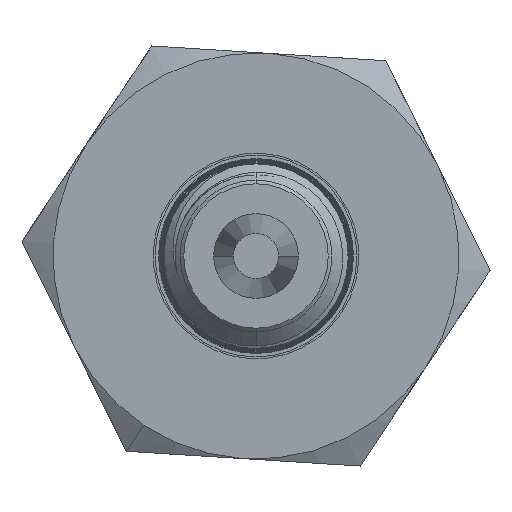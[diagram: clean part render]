
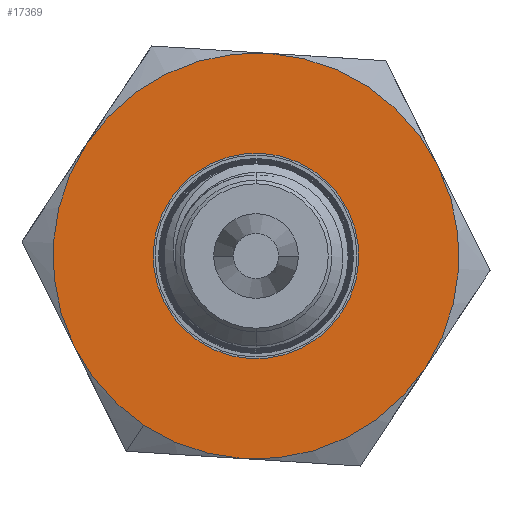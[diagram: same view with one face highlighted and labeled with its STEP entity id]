
A CAD part, left-side view. The second image highlights one B-rep face of the part: STEP entity #17369.
In plain terms, the highlighted face is planar.
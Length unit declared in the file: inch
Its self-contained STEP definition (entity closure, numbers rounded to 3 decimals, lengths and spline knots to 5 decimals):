
#159 = EDGE_CURVE ( 'NONE', #16060, #13719, #11359, .T. ) ;
#506 = CARTESIAN_POINT ( 'NONE',  ( 0., 0.9445, 0. ) ) ;
#1196 = CARTESIAN_POINT ( 'NONE',  ( 0.5625, 0.9445, 0. ) ) ;
#1205 = EDGE_LOOP ( 'NONE', ( #8078, #2775 ) ) ;
#1418 = DIRECTION ( 'NONE',  ( 0., -1., 0. ) ) ;
#2092 = CIRCLE ( 'NONE', #19705, 0.5625 ) ;
#2198 = EDGE_CURVE ( 'NONE', #6146, #6615, #22969, .T. ) ;
#2422 = ORIENTED_EDGE ( 'NONE', *, *, #21347, .F. ) ;
#2775 = ORIENTED_EDGE ( 'NONE', *, *, #2198, .T. ) ;
#2981 = DIRECTION ( 'NONE',  ( 0., 0., -1. ) ) ;
#3656 = CARTESIAN_POINT ( 'NONE',  ( 0., 0.9445, 0. ) ) ;
#4101 = CARTESIAN_POINT ( 'NONE',  ( -0.28125, 0.9445, 0.48714 ) ) ;
#4448 = CARTESIAN_POINT ( 'NONE',  ( -0.5625, 0.9445, 0. ) ) ;
#4756 = VERTEX_POINT ( 'NONE', #10335 ) ;
#5191 = EDGE_CURVE ( 'NONE', #15539, #16060, #2092, .T. ) ;
#5201 = DIRECTION ( 'NONE',  ( 0., 0., 1. ) ) ;
#5259 = DIRECTION ( 'NONE',  ( 0., 0., 1. ) ) ;
#5471 = DIRECTION ( 'NONE',  ( 0., 1., 0. ) ) ;
#5555 = CARTESIAN_POINT ( 'NONE',  ( 0.28125, 0.9445, -0.48714 ) ) ;
#5656 = AXIS2_PLACEMENT_3D ( 'NONE', #17661, #15880, #5201 ) ;
#5810 = DIRECTION ( 'NONE',  ( 0., 0., -1. ) ) ;
#5906 = DIRECTION ( 'NONE',  ( 0., 1., 0. ) ) ;
#6065 = EDGE_CURVE ( 'NONE', #18970, #15539, #15960, .T. ) ;
#6146 = VERTEX_POINT ( 'NONE', #6780 ) ;
#6551 = CARTESIAN_POINT ( 'NONE',  ( 0., 0.9445, 0. ) ) ;
#6615 = VERTEX_POINT ( 'NONE', #18318 ) ;
#6730 = AXIS2_PLACEMENT_3D ( 'NONE', #12634, #7318, #17986 ) ;
#6780 = CARTESIAN_POINT ( 'NONE',  ( 0., 0.9445, 0.28475 ) ) ;
#6972 = AXIS2_PLACEMENT_3D ( 'NONE', #6551, #1418, #2981 ) ;
#7030 = CARTESIAN_POINT ( 'NONE',  ( 0., 0.9445, 0. ) ) ;
#7318 = DIRECTION ( 'NONE',  ( 0., 1., 0. ) ) ;
#7732 = FACE_OUTER_BOUND ( 'NONE', #8595, .T. ) ;
#8078 = ORIENTED_EDGE ( 'NONE', *, *, #19449, .T. ) ;
#8283 = CARTESIAN_POINT ( 'NONE',  ( -0.28125, 0.9445, -0.48714 ) ) ;
#8595 = EDGE_LOOP ( 'NONE', ( #8607, #14701, #2422, #14168, #18111, #18240, #21283 ) ) ;
#8607 = ORIENTED_EDGE ( 'NONE', *, *, #18614, .T. ) ;
#8994 = AXIS2_PLACEMENT_3D ( 'NONE', #7030, #18431, #15308 ) ;
#9010 = AXIS2_PLACEMENT_3D ( 'NONE', #18340, #16403, #5810 ) ;
#9456 = DIRECTION ( 'NONE',  ( 0., 0., 1. ) ) ;
#9935 = VERTEX_POINT ( 'NONE', #5555 ) ;
#10335 = CARTESIAN_POINT ( 'NONE',  ( 0.28125, 0.9445, 0.48714 ) ) ;
#10390 = CIRCLE ( 'NONE', #5656, 0.5625 ) ;
#11040 = CARTESIAN_POINT ( 'NONE',  ( 0., 0.9445, -0.5625 ) ) ;
#11157 = PLANE ( 'NONE',  #14536 ) ;
#11359 = CIRCLE ( 'NONE', #11495, 0.5625 ) ;
#11495 = AXIS2_PLACEMENT_3D ( 'NONE', #14235, #19431, #5259 ) ;
#12634 = CARTESIAN_POINT ( 'NONE',  ( 0., 0.9445, 0. ) ) ;
#13640 = CARTESIAN_POINT ( 'NONE',  ( 0., 0.9445, 0. ) ) ;
#13659 = AXIS2_PLACEMENT_3D ( 'NONE', #16451, #18319, #20021 ) ;
#13719 = VERTEX_POINT ( 'NONE', #4101 ) ;
#14012 = CIRCLE ( 'NONE', #13659, 0.5625 ) ;
#14168 = ORIENTED_EDGE ( 'NONE', *, *, #15282, .T. ) ;
#14214 = DIRECTION ( 'NONE',  ( 0., 0., 1. ) ) ;
#14235 = CARTESIAN_POINT ( 'NONE',  ( 0., 0.9445, 0. ) ) ;
#14536 = AXIS2_PLACEMENT_3D ( 'NONE', #506, #5906, #9456 ) ;
#14701 = ORIENTED_EDGE ( 'NONE', *, *, #20601, .T. ) ;
#15246 = DIRECTION ( 'NONE',  ( 0., 1., 0. ) ) ;
#15282 = EDGE_CURVE ( 'NONE', #9935, #18970, #21030, .T. ) ;
#15308 = DIRECTION ( 'NONE',  ( 0., 0., 1. ) ) ;
#15321 = DIRECTION ( 'NONE',  ( 0., 0., 1. ) ) ;
#15539 = VERTEX_POINT ( 'NONE', #8283 ) ;
#15880 = DIRECTION ( 'NONE',  ( 0., 1., 0. ) ) ;
#15960 = CIRCLE ( 'NONE', #8994, 0.5625 ) ;
#16060 = VERTEX_POINT ( 'NONE', #4448 ) ;
#16403 = DIRECTION ( 'NONE',  ( 0., -1., 0. ) ) ;
#16451 = CARTESIAN_POINT ( 'NONE',  ( 0., 0.9445, 0. ) ) ;
#17131 = FACE_BOUND ( 'NONE', #1205, .T. ) ;
#17369 = ADVANCED_FACE ( 'NONE', ( #17131, #7732 ), #11157, .T. ) ;
#17378 = CIRCLE ( 'NONE', #20913, 0.5625 ) ;
#17629 = CIRCLE ( 'NONE', #6972, 0.28475 ) ;
#17661 = CARTESIAN_POINT ( 'NONE',  ( 0., 0.9445, 0. ) ) ;
#17986 = DIRECTION ( 'NONE',  ( 0., 0., 1. ) ) ;
#18111 = ORIENTED_EDGE ( 'NONE', *, *, #6065, .T. ) ;
#18240 = ORIENTED_EDGE ( 'NONE', *, *, #5191, .T. ) ;
#18318 = CARTESIAN_POINT ( 'NONE',  ( 0., 0.9445, -0.28475 ) ) ;
#18319 = DIRECTION ( 'NONE',  ( 0., -1., 0. ) ) ;
#18340 = CARTESIAN_POINT ( 'NONE',  ( 0., 0.9445, 0. ) ) ;
#18431 = DIRECTION ( 'NONE',  ( 0., 1., 0. ) ) ;
#18599 = VERTEX_POINT ( 'NONE', #1196 ) ;
#18614 = EDGE_CURVE ( 'NONE', #13719, #4756, #17378, .T. ) ;
#18970 = VERTEX_POINT ( 'NONE', #11040 ) ;
#19431 = DIRECTION ( 'NONE',  ( 0., 1., 0. ) ) ;
#19449 = EDGE_CURVE ( 'NONE', #6615, #6146, #17629, .T. ) ;
#19705 = AXIS2_PLACEMENT_3D ( 'NONE', #3656, #5471, #14214 ) ;
#20021 = DIRECTION ( 'NONE',  ( 0., 0., -1. ) ) ;
#20601 = EDGE_CURVE ( 'NONE', #4756, #18599, #10390, .T. ) ;
#20913 = AXIS2_PLACEMENT_3D ( 'NONE', #13640, #15246, #15321 ) ;
#21030 = CIRCLE ( 'NONE', #6730, 0.5625 ) ;
#21283 = ORIENTED_EDGE ( 'NONE', *, *, #159, .T. ) ;
#21347 = EDGE_CURVE ( 'NONE', #9935, #18599, #14012, .T. ) ;
#22969 = CIRCLE ( 'NONE', #9010, 0.28475 ) ;
